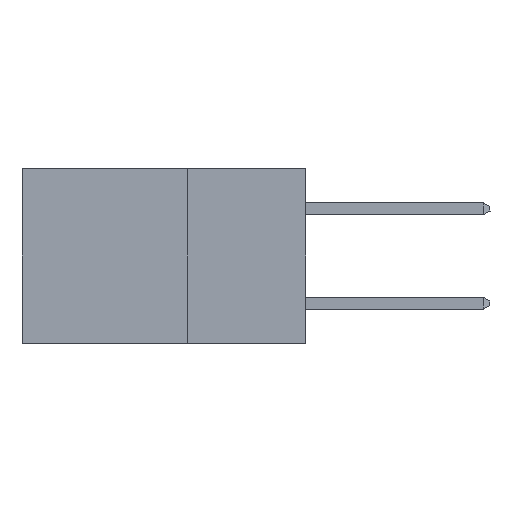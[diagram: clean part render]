
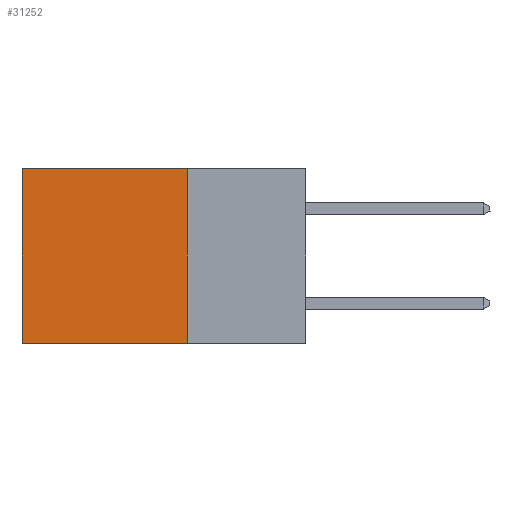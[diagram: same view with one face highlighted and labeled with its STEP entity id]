
A CAD part, left-side view. The second image highlights one B-rep face of the part: STEP entity #31252.
In plain terms, the highlighted planar face has unit normal (-1, 0, 0).
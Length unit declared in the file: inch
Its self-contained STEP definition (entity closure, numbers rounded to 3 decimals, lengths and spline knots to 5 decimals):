
#349 = DIRECTION ( 'NONE',  ( 0., 0., -1. ) ) ;
#678 = CARTESIAN_POINT ( 'NONE',  ( 0.298, 0.6, -0.37 ) ) ;
#694 = VECTOR ( 'NONE', #24167, 39.37008 ) ;
#2662 = VERTEX_POINT ( 'NONE', #8169 ) ;
#2859 = EDGE_CURVE ( 'NONE', #22026, #2662, #17748, .T. ) ;
#2868 = FACE_OUTER_BOUND ( 'NONE', #23835, .T. ) ;
#4350 = ORIENTED_EDGE ( 'NONE', *, *, #13527, .T. ) ;
#5783 = LINE ( 'NONE', #29093, #694 ) ;
#8169 = CARTESIAN_POINT ( 'NONE',  ( 0.298, 0.25, -0.37 ) ) ;
#9371 = ORIENTED_EDGE ( 'NONE', *, *, #13426, .F. ) ;
#12263 = LINE ( 'NONE', #30072, #25179 ) ;
#12288 = PLANE ( 'NONE',  #12412 ) ;
#12412 = AXIS2_PLACEMENT_3D ( 'NONE', #32199, #17112, #19809 ) ;
#12795 = ORIENTED_EDGE ( 'NONE', *, *, #2859, .F. ) ;
#13426 = EDGE_CURVE ( 'NONE', #2662, #16516, #5783, .T. ) ;
#13527 = EDGE_CURVE ( 'NONE', #22026, #28802, #14452, .T. ) ;
#14452 = LINE ( 'NONE', #19206, #30135 ) ;
#15795 = CARTESIAN_POINT ( 'NONE',  ( 0.298, 0.6, 0. ) ) ;
#16516 = VERTEX_POINT ( 'NONE', #678 ) ;
#17112 = DIRECTION ( 'NONE',  ( 1., 0., 0. ) ) ;
#17748 = LINE ( 'NONE', #30425, #19669 ) ;
#19013 = EDGE_CURVE ( 'NONE', #28802, #16516, #12263, .T. ) ;
#19206 = CARTESIAN_POINT ( 'NONE',  ( 0.298, 0.25, 0. ) ) ;
#19669 = VECTOR ( 'NONE', #25390, 39.37008 ) ;
#19809 = DIRECTION ( 'NONE',  ( 0., 0., -1. ) ) ;
#22026 = VERTEX_POINT ( 'NONE', #23412 ) ;
#22408 = ORIENTED_EDGE ( 'NONE', *, *, #19013, .T. ) ;
#23412 = CARTESIAN_POINT ( 'NONE',  ( 0.298, 0.25, 0. ) ) ;
#23835 = EDGE_LOOP ( 'NONE', ( #22408, #9371, #12795, #4350 ) ) ;
#24167 = DIRECTION ( 'NONE',  ( 0., 1., 0. ) ) ;
#24374 = DIRECTION ( 'NONE',  ( 0., 1., 0. ) ) ;
#25179 = VECTOR ( 'NONE', #349, 39.37008 ) ;
#25390 = DIRECTION ( 'NONE',  ( 0., 0., -1. ) ) ;
#28802 = VERTEX_POINT ( 'NONE', #15795 ) ;
#29093 = CARTESIAN_POINT ( 'NONE',  ( 0.298, 0.25, -0.37 ) ) ;
#30072 = CARTESIAN_POINT ( 'NONE',  ( 0.298, 0.6, 0. ) ) ;
#30135 = VECTOR ( 'NONE', #24374, 39.37008 ) ;
#30425 = CARTESIAN_POINT ( 'NONE',  ( 0.298, 0.25, 0. ) ) ;
#31252 = ADVANCED_FACE ( 'NONE', ( #2868 ), #12288, .F. ) ;
#32199 = CARTESIAN_POINT ( 'NONE',  ( 0.298, 0.25, 0. ) ) ;
